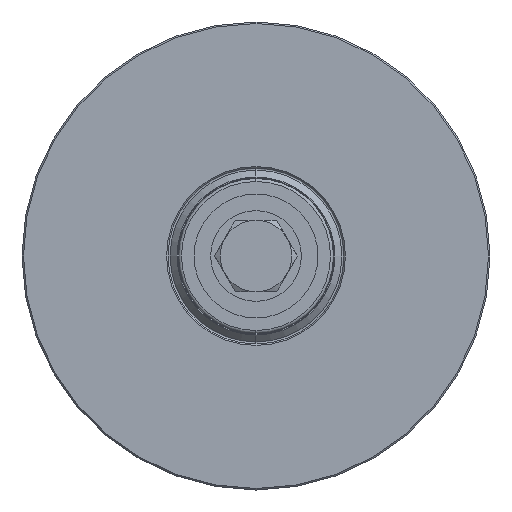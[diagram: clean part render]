
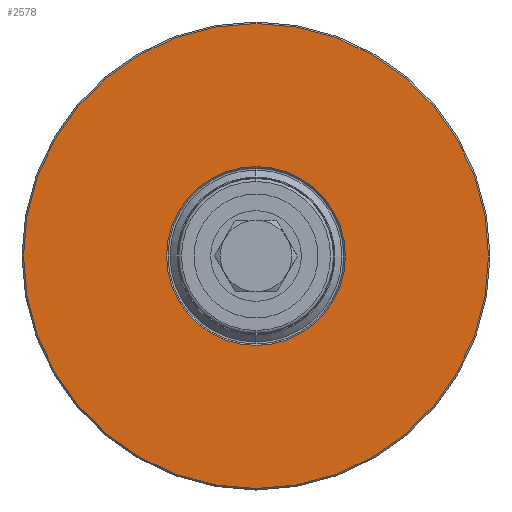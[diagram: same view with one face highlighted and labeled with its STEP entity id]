
A CAD part, left-side view. The second image highlights one B-rep face of the part: STEP entity #2578.
In plain terms, the highlighted planar face has unit normal (-1, 0, 0).
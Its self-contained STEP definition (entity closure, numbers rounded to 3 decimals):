
#75 = CARTESIAN_POINT ( 'NONE',  ( -6.574, -12.932, -78.283 ) ) ;
#381 = EDGE_CURVE ( 'NONE', #3081, #3544, #2546, .T. ) ;
#434 = DIRECTION ( 'NONE',  ( 0., 0., -1. ) ) ;
#438 = DIRECTION ( 'NONE',  ( 0., 0., -1. ) ) ;
#495 = CARTESIAN_POINT ( 'NONE',  ( -6.574, -12.932, -0.283 ) ) ;
#791 = EDGE_LOOP ( 'NONE', ( #2173, #899 ) ) ;
#899 = ORIENTED_EDGE ( 'NONE', *, *, #381, .F. ) ;
#1063 = CARTESIAN_POINT ( 'NONE',  ( -6.574, -12.932, 77.717 ) ) ;
#1125 = AXIS2_PLACEMENT_3D ( 'NONE', #3851, #4093, #2782 ) ;
#1148 = DIRECTION ( 'NONE',  ( 1., 0., 0. ) ) ;
#1419 = CIRCLE ( 'NONE', #1681, 30. ) ;
#1550 = EDGE_CURVE ( 'NONE', #2138, #3308, #1419, .T. ) ;
#1599 = CARTESIAN_POINT ( 'NONE',  ( -6.574, -12.932, -0.283 ) ) ;
#1607 = CARTESIAN_POINT ( 'NONE',  ( -6.574, 65.068, -0.283 ) ) ;
#1681 = AXIS2_PLACEMENT_3D ( 'NONE', #4043, #1148, #434 ) ;
#1831 = DIRECTION ( 'NONE',  ( 0., 0., -1. ) ) ;
#1882 = CARTESIAN_POINT ( 'NONE',  ( -6.574, -12.932, -30.283 ) ) ;
#1904 = DIRECTION ( 'NONE',  ( -1., 0., 0. ) ) ;
#1963 = AXIS2_PLACEMENT_3D ( 'NONE', #495, #3330, #438 ) ;
#2094 = ORIENTED_EDGE ( 'NONE', *, *, #1550, .T. ) ;
#2138 = VERTEX_POINT ( 'NONE', #1882 ) ;
#2173 = ORIENTED_EDGE ( 'NONE', *, *, #2353, .F. ) ;
#2205 = EDGE_LOOP ( 'NONE', ( #3911, #2094 ) ) ;
#2270 = EDGE_CURVE ( 'NONE', #3308, #2138, #3169, .T. ) ;
#2282 = FACE_OUTER_BOUND ( 'NONE', #791, .T. ) ;
#2353 = EDGE_CURVE ( 'NONE', #3544, #3081, #2726, .T. ) ;
#2501 = PLANE ( 'NONE',  #4029 ) ;
#2546 = CIRCLE ( 'NONE', #1125, 78. ) ;
#2578 = ADVANCED_FACE ( 'NONE', ( #3563, #2282 ), #2501, .T. ) ;
#2726 = CIRCLE ( 'NONE', #3394, 78. ) ;
#2782 = DIRECTION ( 'NONE',  ( 0., 0., -1. ) ) ;
#2984 = CARTESIAN_POINT ( 'NONE',  ( -6.574, -12.932, 29.717 ) ) ;
#3081 = VERTEX_POINT ( 'NONE', #1063 ) ;
#3169 = CIRCLE ( 'NONE', #1963, 30. ) ;
#3212 = DIRECTION ( 'NONE',  ( 0., 0., 1. ) ) ;
#3308 = VERTEX_POINT ( 'NONE', #2984 ) ;
#3330 = DIRECTION ( 'NONE',  ( 1., 0., 0. ) ) ;
#3394 = AXIS2_PLACEMENT_3D ( 'NONE', #1599, #4139, #1831 ) ;
#3544 = VERTEX_POINT ( 'NONE', #75 ) ;
#3563 = FACE_BOUND ( 'NONE', #2205, .T. ) ;
#3851 = CARTESIAN_POINT ( 'NONE',  ( -6.574, -12.932, -0.283 ) ) ;
#3911 = ORIENTED_EDGE ( 'NONE', *, *, #2270, .T. ) ;
#4029 = AXIS2_PLACEMENT_3D ( 'NONE', #1607, #1904, #3212 ) ;
#4043 = CARTESIAN_POINT ( 'NONE',  ( -6.574, -12.932, -0.283 ) ) ;
#4093 = DIRECTION ( 'NONE',  ( 1., 0., 0. ) ) ;
#4139 = DIRECTION ( 'NONE',  ( 1., 0., 0. ) ) ;
